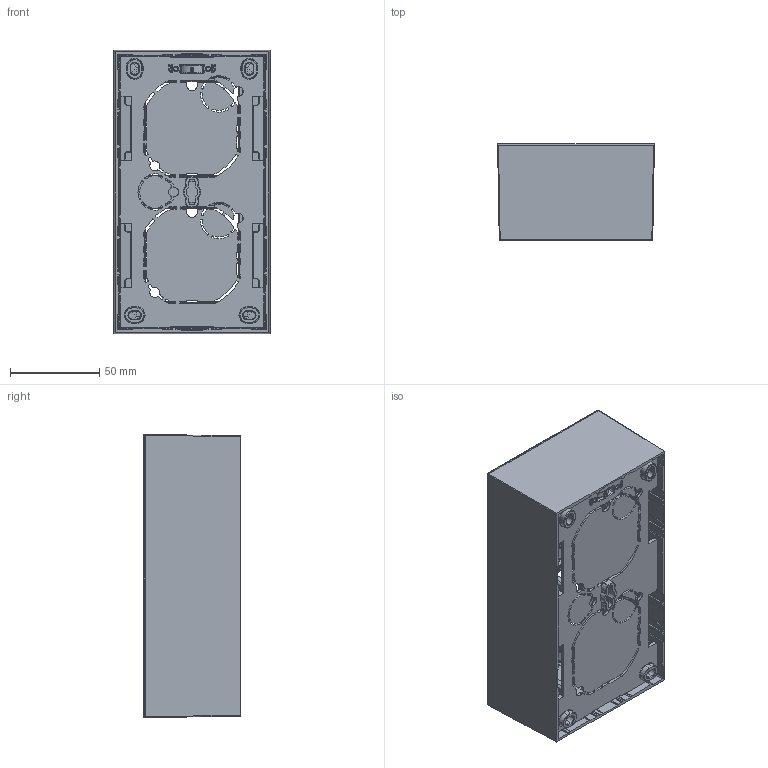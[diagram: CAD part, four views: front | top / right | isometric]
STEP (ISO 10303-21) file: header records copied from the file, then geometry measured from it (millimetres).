
FILE_DESCRIPTION((''),'2;1');
FILE_NAME('WAD8210XX_ASM','2024-12-17T16:45:35',('knorrj'),(''),'CREO PARAMETRIC BY PTC INC, 2023154','CREO PARAMETRIC BY PTC INC, 2023154','');
FILE_SCHEMA(('CONFIG_CONTROL_DESIGN','SHAPE_APPEARANCE_LAYERS_GROUPS'));
Products named in the file (5): W4H0295_18; W1B0291_80; W1A2415_GEN; W2A0595_00_ASM; WAD8210XX_ASM
Assembly tree (4 placements, depth 3):
  WAD8210XX_ASM
    W2A0595_00_ASM
      W4H0295_18
      W1B0291_80
      W1A2415_GEN
Bounding box: 88 x 54 x 159 mm (x, y, z)
Volume: 130349.8 mm3; surface area: 130492.5 mm2
Topology: 9 solids, 9 shells, 4825 faces, 11807 edges, 7037 vertices
Faces by surface type: cylinder 1499, bspline 1079, plane 1062, extrusion 344, torus 337, cone 250, sphere 246, revolution 8
Entity records: 247102 total; most frequent: CARTESIAN_POINT 132247, ORIENTED_EDGE 23614, DIRECTION 18719, EDGE_CURVE 11807, VERTEX_POINT 7037, AXIS2_PLACEMENT_3D 6885, EDGE_LOOP 4954, VECTOR 4941
